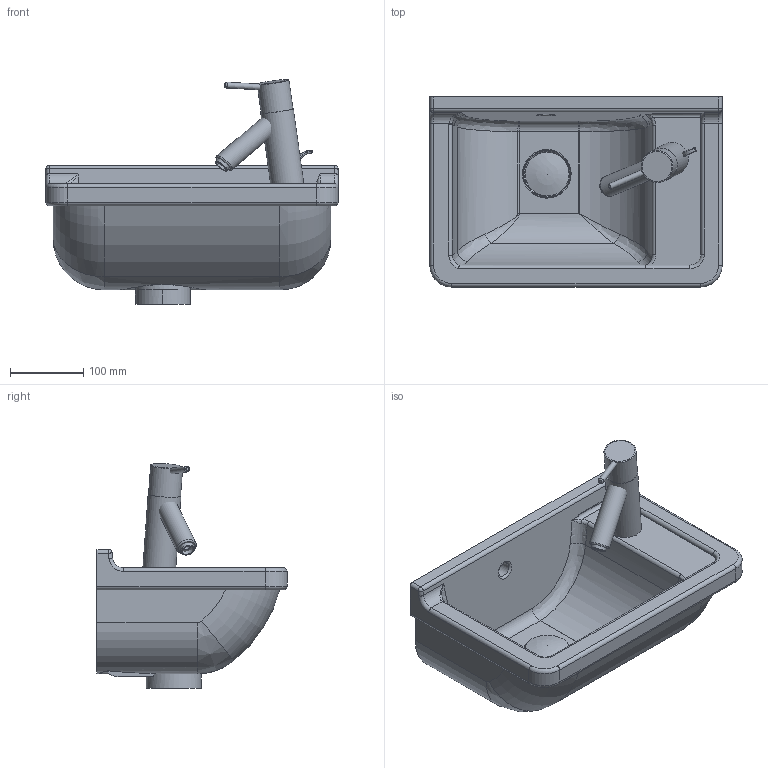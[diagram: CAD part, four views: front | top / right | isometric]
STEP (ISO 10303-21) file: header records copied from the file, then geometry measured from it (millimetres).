
FILE_DESCRIPTION((''),'2;1');
FILE_NAME('075140.stp','2010-03-03T10:24:37',('Andreas'),(''),'Autodesk Inventor 2009','Autodesk Inventor 2009','');
FILE_SCHEMA(('AUTOMOTIVE_DESIGN { 1 0 10303 214 1 1 1 1 }'));
Length unit declared in the file: millimetre
Products named in the file (10): 075140; Kelch; Stopfen; Baterie_Starck3; hebel1_STARCK3; Griff_2Starck3; Hebel3kurz; Halterstarck3; Neoperl_Starck3
Assembly tree (9 placements, depth 3):
  075140
    075140
    Kelch
    Stopfen
    Baterie_Starck3
      hebel1_STARCK3
      Griff_2Starck3
      Hebel3kurz
      Halterstarck3
      Neoperl_Starck3
Bounding box: 400 x 260 x 307.62 mm (x, y, z)
Volume: 6189407.7 mm3; surface area: 579461.3 mm2
Topology: 8 solids, 8 shells, 237 faces, 579 edges, 354 vertices
Faces by surface type: cylinder 88, plane 74, bspline 36, torus 32, sphere 4, cone 3
Full cylindrical faces by diameter (mm): 8 x1, 9.368 x1, 16 x1, 20 x3, 28 x1, 32 x1, 42 x1, 44 x2, 45 x1, 52 x1, 60 x1
Entity records: 11514 total; most frequent: CARTESIAN_POINT 5924, DIRECTION 1131, ORIENTED_EDGE 1080, EDGE_CURVE 540, AXIS2_PLACEMENT_3D 452, VERTEX_POINT 348, EDGE_LOOP 280, FACE_OUTER_BOUND 237
